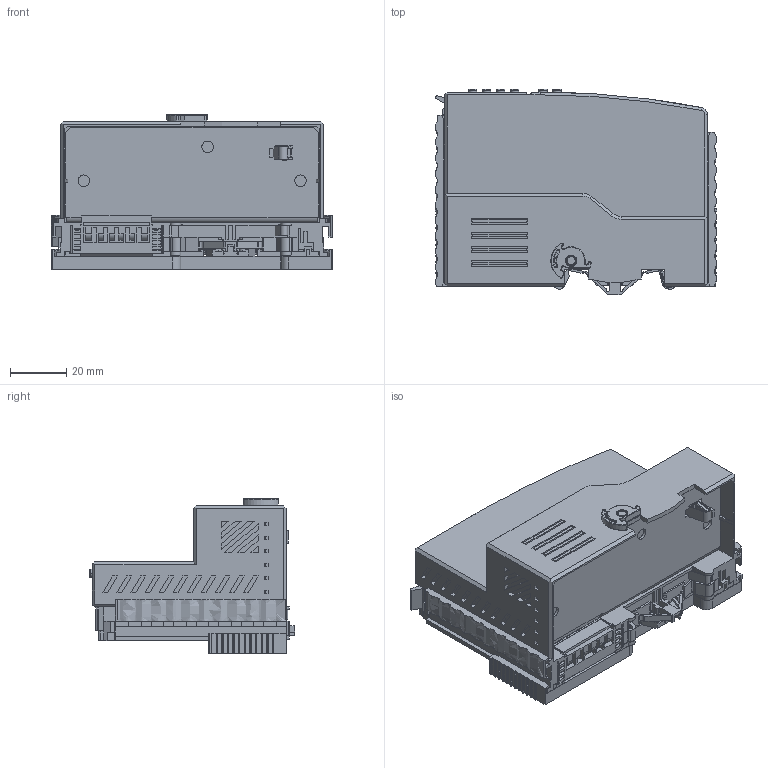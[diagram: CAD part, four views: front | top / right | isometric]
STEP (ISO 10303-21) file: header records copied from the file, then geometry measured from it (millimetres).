
FILE_DESCRIPTION((''),'2;1');
FILE_NAME('MET1-IO-LANAP_ASM','2023-03-09T14:19:25',('MS28055'),(''),'CREO PARAMETRIC BY PTC INC, 2018100','CREO PARAMETRIC BY PTC INC, 2018100','');
FILE_SCHEMA(('CONFIG_CONTROL_DESIGN'));
Products named in the file (3): MET1-IO-LANAP; 0001; MET1-IO-LANAP_ASM
Assembly tree (2 placements, depth 2):
  MET1-IO-LANAP_ASM
    MET1-IO-LANAP
    0001
Bounding box: 100 x 73 x 55 mm (x, y, z)
Volume: 199187 mm3; surface area: 68506.6 mm2
Topology: 2 solids, 47 shells, 4936 faces, 14679 edges, 9793 vertices
Faces by surface type: plane 3099, cylinder 1361, cone 218, torus 184, bspline 44, sphere 28, extrusion 2
Entity records: 171496 total; most frequent: CARTESIAN_POINT 36347, ORIENTED_EDGE 29266, DIRECTION 27626, EDGE_CURVE 14655, VECTOR 9824, LINE 9822, VERTEX_POINT 9793, AXIS2_PLACEMENT_3D 8901
